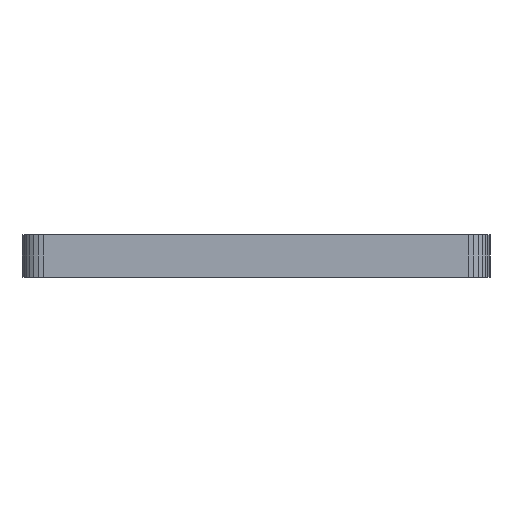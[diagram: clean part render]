
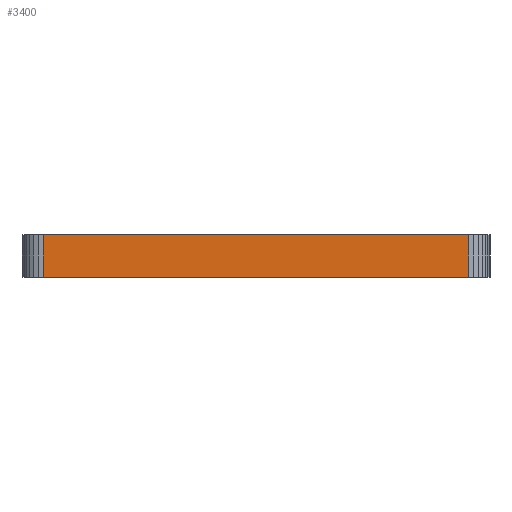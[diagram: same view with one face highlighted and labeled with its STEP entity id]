
A CAD part, front view. The second image highlights one B-rep face of the part: STEP entity #3400.
In plain terms, the highlighted planar face has unit normal (0, -1, 0).
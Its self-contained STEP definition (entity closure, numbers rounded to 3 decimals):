
#214 = VERTEX_POINT('',#215);
#215 = CARTESIAN_POINT('',(113.786,-81.3,0.));
#221 = EDGE_CURVE('',#214,#222,#224,.T.);
#222 = VERTEX_POINT('',#223);
#223 = CARTESIAN_POINT('',(97.616,-81.3,0.));
#224 = LINE('',#225,#226);
#225 = CARTESIAN_POINT('',(113.786,-81.3,0.));
#226 = VECTOR('',#227,1.);
#227 = DIRECTION('',(-1.,0.,0.));
#1642 = VERTEX_POINT('',#1643);
#1643 = CARTESIAN_POINT('',(113.786,-81.3,1.6));
#1649 = EDGE_CURVE('',#1642,#1650,#1652,.T.);
#1650 = VERTEX_POINT('',#1651);
#1651 = CARTESIAN_POINT('',(97.616,-81.3,1.6));
#1652 = LINE('',#1653,#1654);
#1653 = CARTESIAN_POINT('',(113.786,-81.3,1.6));
#1654 = VECTOR('',#1655,1.);
#1655 = DIRECTION('',(-1.,0.,0.));
#3372 = EDGE_CURVE('',#214,#1642,#3373,.T.);
#3373 = LINE('',#3374,#3375);
#3374 = CARTESIAN_POINT('',(113.786,-81.3,0.));
#3375 = VECTOR('',#3376,1.);
#3376 = DIRECTION('',(0.,0.,1.));
#3400 = ADVANCED_FACE('',(#3401),#3412,.T.);
#3401 = FACE_BOUND('',#3402,.T.);
#3402 = EDGE_LOOP('',(#3403,#3404,#3405,#3411));
#3403 = ORIENTED_EDGE('',*,*,#3372,.T.);
#3404 = ORIENTED_EDGE('',*,*,#1649,.T.);
#3405 = ORIENTED_EDGE('',*,*,#3406,.F.);
#3406 = EDGE_CURVE('',#222,#1650,#3407,.T.);
#3407 = LINE('',#3408,#3409);
#3408 = CARTESIAN_POINT('',(97.616,-81.3,0.));
#3409 = VECTOR('',#3410,1.);
#3410 = DIRECTION('',(0.,0.,1.));
#3411 = ORIENTED_EDGE('',*,*,#221,.F.);
#3412 = PLANE('',#3413);
#3413 = AXIS2_PLACEMENT_3D('',#3414,#3415,#3416);
#3414 = CARTESIAN_POINT('',(113.786,-81.3,0.));
#3415 = DIRECTION('',(0.,-1.,0.));
#3416 = DIRECTION('',(-1.,0.,0.));
